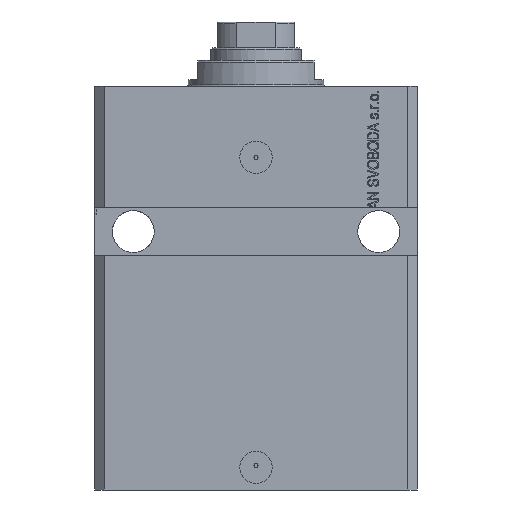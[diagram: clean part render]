
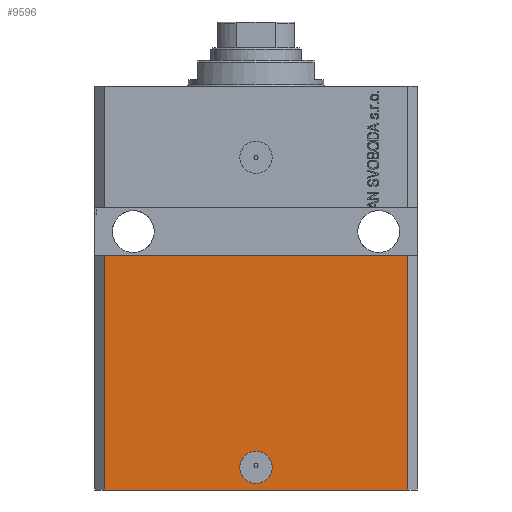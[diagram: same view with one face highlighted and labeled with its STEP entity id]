
A CAD part, front view. The second image highlights one B-rep face of the part: STEP entity #9596.
In plain terms, the highlighted planar face has unit normal (0, -1, 0).
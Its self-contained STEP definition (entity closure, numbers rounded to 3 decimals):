
#927 = VERTEX_POINT ( 'NONE', #43810 ) ;
#1569 = EDGE_LOOP ( 'NONE', ( #19187, #10716 ) ) ;
#1700 = VERTEX_POINT ( 'NONE', #42197 ) ;
#3241 = VERTEX_POINT ( 'NONE', #7770 ) ;
#3428 = PLANE ( 'NONE',  #6914 ) ;
#3845 = CARTESIAN_POINT ( 'NONE',  ( -47., -37.5, -125. ) ) ;
#4156 = EDGE_CURVE ( 'NONE', #46153, #37547, #46905, .T. ) ;
#4411 = DIRECTION ( 'NONE',  ( 1., 0., 0. ) ) ;
#4620 = VECTOR ( 'NONE', #19838, 1000. ) ;
#5125 = CARTESIAN_POINT ( 'NONE',  ( -47., -37.5, -125. ) ) ;
#6527 = DIRECTION ( 'NONE',  ( 1., 0., 0. ) ) ;
#6648 = AXIS2_PLACEMENT_3D ( 'NONE', #32371, #24200, #10196 ) ;
#6914 = AXIS2_PLACEMENT_3D ( 'NONE', #30407, #11601, #22460 ) ;
#7398 = EDGE_CURVE ( 'NONE', #37791, #1700, #21673, .T. ) ;
#7770 = CARTESIAN_POINT ( 'NONE',  ( -47., -37.5, -125. ) ) ;
#8102 = ORIENTED_EDGE ( 'NONE', *, *, #11909, .F. ) ;
#9473 = EDGE_CURVE ( 'NONE', #3241, #37791, #38149, .T. ) ;
#9596 = ADVANCED_FACE ( 'NONE', ( #36200, #36445 ), #3428, .T. ) ;
#10196 = DIRECTION ( 'NONE',  ( 1., 0., 0. ) ) ;
#10716 = ORIENTED_EDGE ( 'NONE', *, *, #38382, .F. ) ;
#11601 = DIRECTION ( 'NONE',  ( 0., -1., 0. ) ) ;
#11909 = EDGE_CURVE ( 'NONE', #3241, #927, #23362, .T. ) ;
#13800 = AXIS2_PLACEMENT_3D ( 'NONE', #34523, #16198, #4411 ) ;
#16198 = DIRECTION ( 'NONE',  ( 0., -1., 0. ) ) ;
#18056 = DIRECTION ( 'NONE',  ( 0., 0., 1. ) ) ;
#19187 = ORIENTED_EDGE ( 'NONE', *, *, #4156, .F. ) ;
#19838 = DIRECTION ( 'NONE',  ( 1., 0., 0. ) ) ;
#20649 = CARTESIAN_POINT ( 'NONE',  ( -5., -37.5, -118. ) ) ;
#21673 = LINE ( 'NONE', #36365, #30830 ) ;
#22460 = DIRECTION ( 'NONE',  ( 1., 0., 0. ) ) ;
#22955 = EDGE_CURVE ( 'NONE', #927, #1700, #26236, .T. ) ;
#23362 = LINE ( 'NONE', #3845, #34718 ) ;
#24052 = ORIENTED_EDGE ( 'NONE', *, *, #7398, .T. ) ;
#24200 = DIRECTION ( 'NONE',  ( 0., -1., 0. ) ) ;
#26236 = LINE ( 'NONE', #33720, #47471 ) ;
#27583 = CARTESIAN_POINT ( 'NONE',  ( 47., -37.5, -125. ) ) ;
#30205 = ORIENTED_EDGE ( 'NONE', *, *, #22955, .F. ) ;
#30407 = CARTESIAN_POINT ( 'NONE',  ( -47., -37.5, -125. ) ) ;
#30830 = VECTOR ( 'NONE', #18056, 1000. ) ;
#31339 = ORIENTED_EDGE ( 'NONE', *, *, #9473, .T. ) ;
#32371 = CARTESIAN_POINT ( 'NONE',  ( 0., -37.5, -118. ) ) ;
#33258 = DIRECTION ( 'NONE',  ( 0., 0., 1. ) ) ;
#33720 = CARTESIAN_POINT ( 'NONE',  ( -50., -37.5, -52.5 ) ) ;
#34523 = CARTESIAN_POINT ( 'NONE',  ( 0., -37.5, -118. ) ) ;
#34718 = VECTOR ( 'NONE', #33258, 1000. ) ;
#36200 = FACE_BOUND ( 'NONE', #1569, .T. ) ;
#36365 = CARTESIAN_POINT ( 'NONE',  ( 47., -37.5, -125. ) ) ;
#36445 = FACE_OUTER_BOUND ( 'NONE', #43038, .T. ) ;
#37455 = CARTESIAN_POINT ( 'NONE',  ( 5., -37.5, -118. ) ) ;
#37547 = VERTEX_POINT ( 'NONE', #20649 ) ;
#37791 = VERTEX_POINT ( 'NONE', #27583 ) ;
#38149 = LINE ( 'NONE', #5125, #4620 ) ;
#38382 = EDGE_CURVE ( 'NONE', #37547, #46153, #44276, .T. ) ;
#42197 = CARTESIAN_POINT ( 'NONE',  ( 47., -37.5, -52.5 ) ) ;
#43038 = EDGE_LOOP ( 'NONE', ( #30205, #8102, #31339, #24052 ) ) ;
#43810 = CARTESIAN_POINT ( 'NONE',  ( -47., -37.5, -52.5 ) ) ;
#44276 = CIRCLE ( 'NONE', #6648, 5. ) ;
#46153 = VERTEX_POINT ( 'NONE', #37455 ) ;
#46905 = CIRCLE ( 'NONE', #13800, 5. ) ;
#47471 = VECTOR ( 'NONE', #6527, 1000. ) ;
